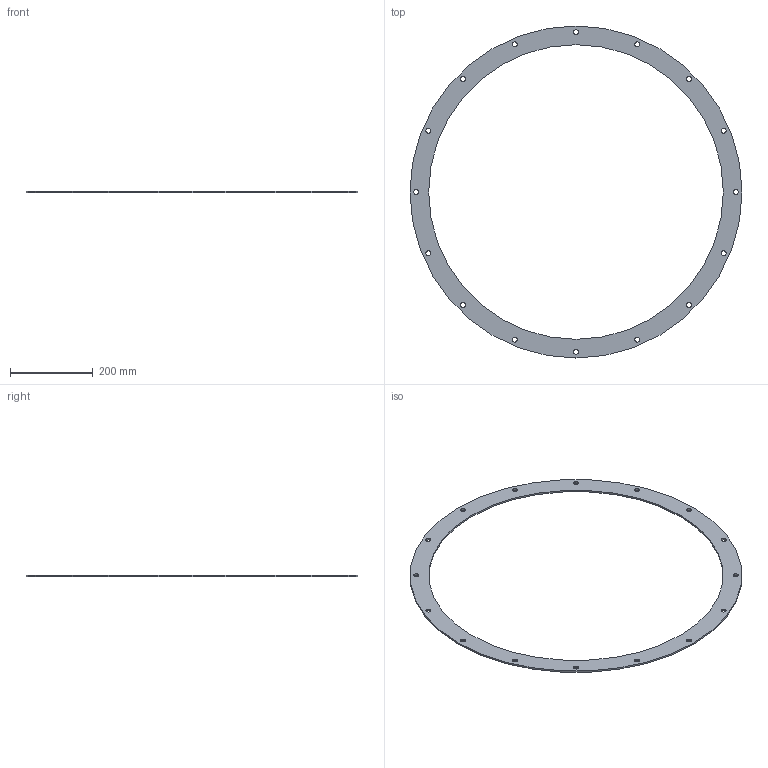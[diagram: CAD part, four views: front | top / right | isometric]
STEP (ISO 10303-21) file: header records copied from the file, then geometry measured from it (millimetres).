
FILE_DESCRIPTION (( 'STEP AP203' ), '1' );
FILE_NAME ('5BO1071_CCf 71.STEP', '2022-02-23T14:00:52', ( '' ), ( '' ), 'SwSTEP 2.0', 'SolidWorks 2018', '' );
FILE_SCHEMA (( 'CONFIG_CONTROL_DESIGN' ));
Length unit declared in the file: millimetre
Products named in the file (1): 5BO1071_CCf 71
Bounding box: 800 x 800 x 4 mm (x, y, z)
Volume: 419704.2 mm3; surface area: 231240.1 mm2
Topology: 1 solids, 1 shells, 20 faces, 54 edges, 36 vertices
Faces by surface type: cylinder 18, plane 2
Full cylindrical faces by diameter (mm): 12 x16, 710 x1, 800 x1
Entity records: 709 total; most frequent: DIRECTION 114, CARTESIAN_POINT 93, EDGE_LOOP 72, ORIENTED_EDGE 72, AXIS2_PLACEMENT_3D 57, FACE_OUTER_BOUND 38, CIRCLE 36, VERTEX_POINT 36
